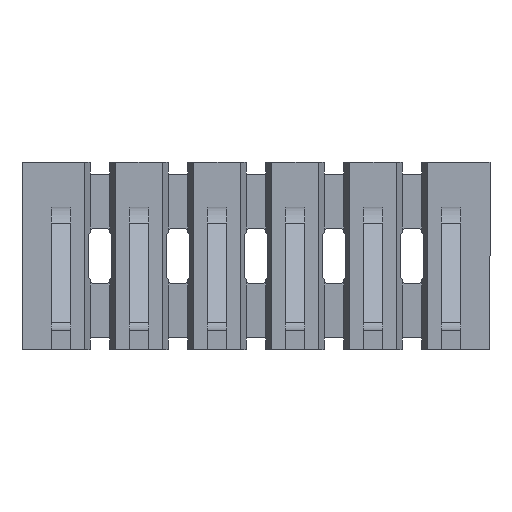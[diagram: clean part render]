
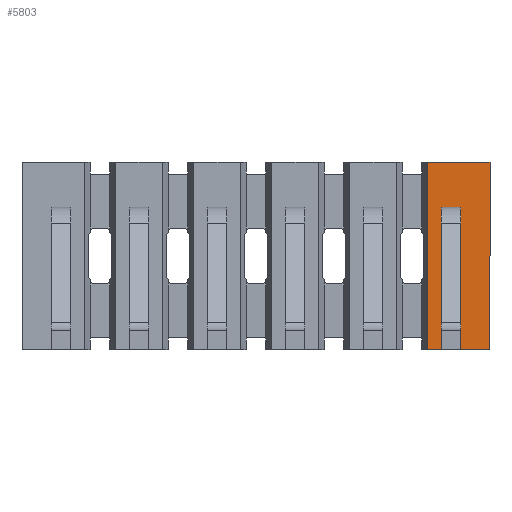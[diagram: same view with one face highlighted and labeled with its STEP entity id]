
A CAD part, front view. The second image highlights one B-rep face of the part: STEP entity #5803.
In plain terms, the highlighted face is planar.
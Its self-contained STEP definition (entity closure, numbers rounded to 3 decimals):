
#1502 = VERTEX_POINT('',#1503);
#1503 = CARTESIAN_POINT('',(-5.588,3.048,-1.27));
#1509 = EDGE_CURVE('',#1502,#1510,#1512,.T.);
#1510 = VERTEX_POINT('',#1511);
#1511 = CARTESIAN_POINT('',(-7.62,3.048,-1.27));
#1512 = LINE('',#1513,#1514);
#1513 = CARTESIAN_POINT('',(7.62,3.048,-1.27));
#1514 = VECTOR('',#1515,1.);
#1515 = DIRECTION('',(-1.,0.,0.));
#3724 = VERTEX_POINT('',#3725);
#3725 = CARTESIAN_POINT('',(-7.62,-3.048,-1.27));
#3731 = EDGE_CURVE('',#3724,#3732,#3734,.T.);
#3732 = VERTEX_POINT('',#3733);
#3733 = CARTESIAN_POINT('',(-5.588,-3.048,-1.27));
#3734 = LINE('',#3735,#3736);
#3735 = CARTESIAN_POINT('',(-7.62,-3.048,-1.27));
#3736 = VECTOR('',#3737,1.);
#3737 = DIRECTION('',(1.,0.,0.));
#5803 = ADVANCED_FACE('',(#5804,#5838,#5872),#5888,.F.);
#5804 = FACE_BOUND('',#5805,.T.);
#5805 = EDGE_LOOP('',(#5806,#5816,#5824,#5832));
#5806 = ORIENTED_EDGE('',*,*,#5807,.T.);
#5807 = EDGE_CURVE('',#5808,#5810,#5812,.T.);
#5808 = VERTEX_POINT('',#5809);
#5809 = CARTESIAN_POINT('',(-6.033,-0.953,-1.27));
#5810 = VERTEX_POINT('',#5811);
#5811 = CARTESIAN_POINT('',(-6.668,-0.953,-1.27));
#5812 = LINE('',#5813,#5814);
#5813 = CARTESIAN_POINT('',(-6.033,-0.953,-1.27));
#5814 = VECTOR('',#5815,1.);
#5815 = DIRECTION('',(-1.,0.,0.));
#5816 = ORIENTED_EDGE('',*,*,#5817,.T.);
#5817 = EDGE_CURVE('',#5810,#5818,#5820,.T.);
#5818 = VERTEX_POINT('',#5819);
#5819 = CARTESIAN_POINT('',(-6.668,-1.588,-1.27));
#5820 = LINE('',#5821,#5822);
#5821 = CARTESIAN_POINT('',(-6.668,-0.953,-1.27));
#5822 = VECTOR('',#5823,1.);
#5823 = DIRECTION('',(0.,-1.,0.));
#5824 = ORIENTED_EDGE('',*,*,#5825,.T.);
#5825 = EDGE_CURVE('',#5818,#5826,#5828,.T.);
#5826 = VERTEX_POINT('',#5827);
#5827 = CARTESIAN_POINT('',(-6.033,-1.588,-1.27));
#5828 = LINE('',#5829,#5830);
#5829 = CARTESIAN_POINT('',(-6.668,-1.588,-1.27));
#5830 = VECTOR('',#5831,1.);
#5831 = DIRECTION('',(1.,0.,0.));
#5832 = ORIENTED_EDGE('',*,*,#5833,.T.);
#5833 = EDGE_CURVE('',#5826,#5808,#5834,.T.);
#5834 = LINE('',#5835,#5836);
#5835 = CARTESIAN_POINT('',(-6.033,-1.588,-1.27));
#5836 = VECTOR('',#5837,1.);
#5837 = DIRECTION('',(0.,1.,0.));
#5838 = FACE_BOUND('',#5839,.T.);
#5839 = EDGE_LOOP('',(#5840,#5850,#5858,#5866));
#5840 = ORIENTED_EDGE('',*,*,#5841,.T.);
#5841 = EDGE_CURVE('',#5842,#5844,#5846,.T.);
#5842 = VERTEX_POINT('',#5843);
#5843 = CARTESIAN_POINT('',(-6.033,1.588,-1.27));
#5844 = VERTEX_POINT('',#5845);
#5845 = CARTESIAN_POINT('',(-6.668,1.588,-1.27));
#5846 = LINE('',#5847,#5848);
#5847 = CARTESIAN_POINT('',(-6.033,1.588,-1.27));
#5848 = VECTOR('',#5849,1.);
#5849 = DIRECTION('',(-1.,0.,0.));
#5850 = ORIENTED_EDGE('',*,*,#5851,.T.);
#5851 = EDGE_CURVE('',#5844,#5852,#5854,.T.);
#5852 = VERTEX_POINT('',#5853);
#5853 = CARTESIAN_POINT('',(-6.668,0.953,-1.27));
#5854 = LINE('',#5855,#5856);
#5855 = CARTESIAN_POINT('',(-6.668,1.588,-1.27));
#5856 = VECTOR('',#5857,1.);
#5857 = DIRECTION('',(0.,-1.,0.));
#5858 = ORIENTED_EDGE('',*,*,#5859,.T.);
#5859 = EDGE_CURVE('',#5852,#5860,#5862,.T.);
#5860 = VERTEX_POINT('',#5861);
#5861 = CARTESIAN_POINT('',(-6.033,0.953,-1.27));
#5862 = LINE('',#5863,#5864);
#5863 = CARTESIAN_POINT('',(-6.668,0.953,-1.27));
#5864 = VECTOR('',#5865,1.);
#5865 = DIRECTION('',(1.,0.,0.));
#5866 = ORIENTED_EDGE('',*,*,#5867,.T.);
#5867 = EDGE_CURVE('',#5860,#5842,#5868,.T.);
#5868 = LINE('',#5869,#5870);
#5869 = CARTESIAN_POINT('',(-6.033,0.953,-1.27));
#5870 = VECTOR('',#5871,1.);
#5871 = DIRECTION('',(0.,1.,0.));
#5872 = FACE_BOUND('',#5873,.T.);
#5873 = EDGE_LOOP('',(#5874,#5880,#5881,#5887));
#5874 = ORIENTED_EDGE('',*,*,#5875,.F.);
#5875 = EDGE_CURVE('',#3732,#1502,#5876,.T.);
#5876 = LINE('',#5877,#5878);
#5877 = CARTESIAN_POINT('',(-5.588,0.,-1.27));
#5878 = VECTOR('',#5879,1.);
#5879 = DIRECTION('',(0.,1.,0.));
#5880 = ORIENTED_EDGE('',*,*,#3731,.F.);
#5881 = ORIENTED_EDGE('',*,*,#5882,.F.);
#5882 = EDGE_CURVE('',#1510,#3724,#5883,.T.);
#5883 = LINE('',#5884,#5885);
#5884 = CARTESIAN_POINT('',(-7.62,3.048,-1.27));
#5885 = VECTOR('',#5886,1.);
#5886 = DIRECTION('',(0.,-1.,0.));
#5887 = ORIENTED_EDGE('',*,*,#1509,.F.);
#5888 = PLANE('',#5889);
#5889 = AXIS2_PLACEMENT_3D('',#5890,#5891,#5892);
#5890 = CARTESIAN_POINT('',(0.,0.,-1.27));
#5891 = DIRECTION('',(0.,0.,1.));
#5892 = DIRECTION('',(1.,0.,-0.));
